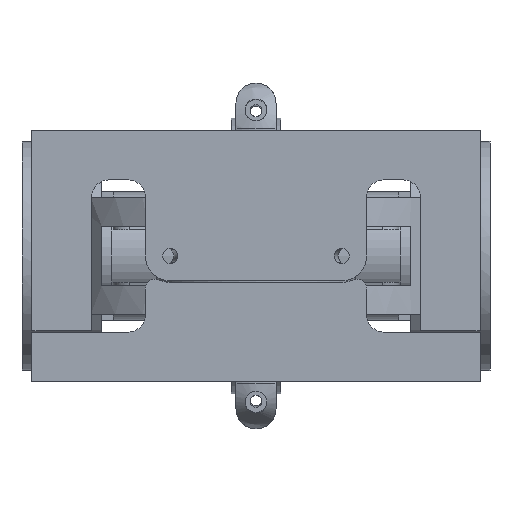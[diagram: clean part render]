
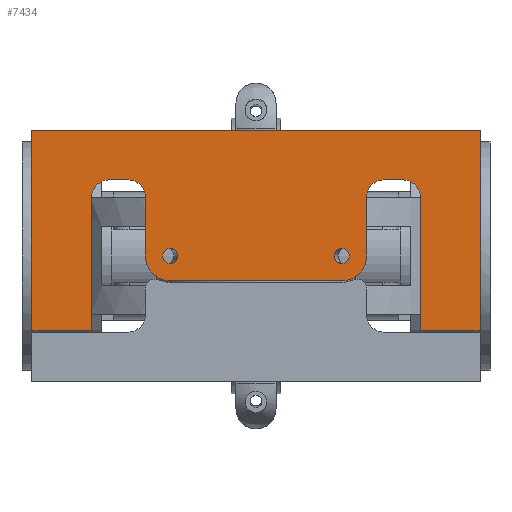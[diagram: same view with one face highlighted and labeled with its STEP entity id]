
A CAD part, front view. The second image highlights one B-rep face of the part: STEP entity #7434.
In plain terms, the highlighted planar face has unit normal (0, -1, 0).
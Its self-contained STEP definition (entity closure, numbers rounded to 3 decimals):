
#192=LINE('',#11092,#843);
#198=LINE('',#11112,#849);
#202=LINE('',#11120,#853);
#210=LINE('',#11155,#861);
#217=LINE('',#11185,#868);
#224=LINE('',#11205,#875);
#229=LINE('',#11224,#880);
#233=LINE('',#11235,#884);
#235=LINE('',#11239,#886);
#238=LINE('',#11255,#889);
#243=LINE('',#11268,#894);
#247=LINE('',#11283,#898);
#843=VECTOR('',#8762,10.);
#849=VECTOR('',#8780,10.);
#853=VECTOR('',#8784,10.);
#861=VECTOR('',#8806,10.);
#868=VECTOR('',#8841,10.);
#875=VECTOR('',#8862,10.);
#880=VECTOR('',#8885,10.);
#884=VECTOR('',#8899,10.);
#886=VECTOR('',#8903,10.);
#889=VECTOR('',#8920,10.);
#894=VECTOR('',#8933,10.);
#898=VECTOR('',#8955,10.);
#1653=FACE_BOUND('',#2186,.T.);
#1654=FACE_BOUND('',#2187,.T.);
#1756=FACE_OUTER_BOUND('',#2185,.T.);
#2185=EDGE_LOOP('',(#5110,#5111,#5112,#5113,#5114,#5115,#5116,#5117,#5118,
#5119,#5120,#5121,#5122,#5123,#5124,#5125,#5126,#5127));
#2186=EDGE_LOOP('',(#5128));
#2187=EDGE_LOOP('',(#5129));
#2642=CIRCLE('',#7906,1.75);
#2647=CIRCLE('',#7914,1.75);
#2650=CIRCLE('',#7921,1.75);
#2652=CIRCLE('',#7925,1.75);
#2658=CIRCLE('',#7940,0.75);
#2660=CIRCLE('',#7943,0.75);
#2661=CIRCLE('',#7946,2.5);
#2663=CIRCLE('',#7950,2.5);
#3042=VERTEX_POINT('',#11089);
#3043=VERTEX_POINT('',#11091);
#3050=VERTEX_POINT('',#11109);
#3051=VERTEX_POINT('',#11111);
#3054=VERTEX_POINT('',#11117);
#3055=VERTEX_POINT('',#11119);
#3065=VERTEX_POINT('',#11153);
#3068=VERTEX_POINT('',#11163);
#3072=VERTEX_POINT('',#11177);
#3074=VERTEX_POINT('',#11183);
#3078=VERTEX_POINT('',#11197);
#3080=VERTEX_POINT('',#11203);
#3082=VERTEX_POINT('',#11209);
#3085=VERTEX_POINT('',#11223);
#3088=VERTEX_POINT('',#11237);
#3090=VERTEX_POINT('',#11243);
#3092=VERTEX_POINT('',#11249);
#3093=VERTEX_POINT('',#11253);
#3094=VERTEX_POINT('',#11254);
#3097=VERTEX_POINT('',#11262);
#3795=EDGE_CURVE('',#3042,#3043,#192,.F.);
#3805=EDGE_CURVE('',#3050,#3051,#198,.F.);
#3809=EDGE_CURVE('',#3054,#3055,#202,.F.);
#3823=EDGE_CURVE('',#3065,#3042,#210,.F.);
#3827=EDGE_CURVE('',#3051,#3068,#2642,.T.);
#3834=EDGE_CURVE('',#3072,#3050,#2647,.T.);
#3838=EDGE_CURVE('',#3072,#3074,#217,.T.);
#3845=EDGE_CURVE('',#3078,#3054,#2650,.T.);
#3848=EDGE_CURVE('',#3080,#3078,#224,.T.);
#3850=EDGE_CURVE('',#3055,#3082,#2652,.T.);
#3857=EDGE_CURVE('',#3082,#3085,#229,.T.);
#3863=EDGE_CURVE('',#3085,#3065,#233,.F.);
#3865=EDGE_CURVE('',#3088,#3074,#235,.F.);
#3868=EDGE_CURVE('',#3090,#3090,#2658,.T.);
#3871=EDGE_CURVE('',#3092,#3092,#2660,.T.);
#3872=EDGE_CURVE('',#3093,#3094,#238,.T.);
#3876=EDGE_CURVE('',#3094,#3097,#2661,.T.);
#3879=EDGE_CURVE('',#3097,#3068,#243,.T.);
#3881=EDGE_CURVE('',#3080,#3093,#2663,.T.);
#3887=EDGE_CURVE('',#3088,#3043,#247,.T.);
#5110=ORIENTED_EDGE('',*,*,#3887,.T.);
#5111=ORIENTED_EDGE('',*,*,#3795,.F.);
#5112=ORIENTED_EDGE('',*,*,#3823,.F.);
#5113=ORIENTED_EDGE('',*,*,#3863,.F.);
#5114=ORIENTED_EDGE('',*,*,#3857,.F.);
#5115=ORIENTED_EDGE('',*,*,#3850,.F.);
#5116=ORIENTED_EDGE('',*,*,#3809,.F.);
#5117=ORIENTED_EDGE('',*,*,#3845,.F.);
#5118=ORIENTED_EDGE('',*,*,#3848,.F.);
#5119=ORIENTED_EDGE('',*,*,#3881,.T.);
#5120=ORIENTED_EDGE('',*,*,#3872,.T.);
#5121=ORIENTED_EDGE('',*,*,#3876,.T.);
#5122=ORIENTED_EDGE('',*,*,#3879,.T.);
#5123=ORIENTED_EDGE('',*,*,#3827,.F.);
#5124=ORIENTED_EDGE('',*,*,#3805,.F.);
#5125=ORIENTED_EDGE('',*,*,#3834,.F.);
#5126=ORIENTED_EDGE('',*,*,#3838,.T.);
#5127=ORIENTED_EDGE('',*,*,#3865,.F.);
#5128=ORIENTED_EDGE('',*,*,#3868,.T.);
#5129=ORIENTED_EDGE('',*,*,#3871,.T.);
#7197=PLANE('',#7958);
#7434=ADVANCED_FACE('',(#1756,#1653,#1654),#7197,.T.);
#7906=AXIS2_PLACEMENT_3D('',#11164,#8816,#8817);
#7914=AXIS2_PLACEMENT_3D('',#11178,#8834,#8835);
#7921=AXIS2_PLACEMENT_3D('',#11199,#8856,#8857);
#7925=AXIS2_PLACEMENT_3D('',#11210,#8867,#8868);
#7940=AXIS2_PLACEMENT_3D('',#11245,#8909,#8910);
#7943=AXIS2_PLACEMENT_3D('',#11251,#8916,#8917);
#7946=AXIS2_PLACEMENT_3D('',#11263,#8926,#8927);
#7950=AXIS2_PLACEMENT_3D('',#11271,#8937,#8938);
#7958=AXIS2_PLACEMENT_3D('',#11284,#8956,#8957);
#8762=DIRECTION('',(-1.,0.,0.));
#8780=DIRECTION('',(1.,0.,0.));
#8784=DIRECTION('',(1.,0.,0.));
#8806=DIRECTION('',(0.,0.,-1.));
#8816=DIRECTION('center_axis',(0.,-1.,0.));
#8817=DIRECTION('ref_axis',(-0.707,0.,0.707));
#8834=DIRECTION('center_axis',(0.,-1.,0.));
#8835=DIRECTION('ref_axis',(0.707,0.,0.707));
#8841=DIRECTION('',(0.,0.,-1.));
#8856=DIRECTION('center_axis',(0.,-1.,0.));
#8857=DIRECTION('ref_axis',(0.707,0.,0.707));
#8862=DIRECTION('',(0.,0.,1.));
#8867=DIRECTION('center_axis',(0.,-1.,0.));
#8868=DIRECTION('ref_axis',(-0.707,0.,0.707));
#8885=DIRECTION('',(0.,0.,-1.));
#8899=DIRECTION('',(1.,0.,0.));
#8903=DIRECTION('',(1.,0.,0.));
#8909=DIRECTION('center_axis',(0.,1.,0.));
#8910=DIRECTION('ref_axis',(1.,0.,0.));
#8916=DIRECTION('center_axis',(0.,1.,0.));
#8917=DIRECTION('ref_axis',(1.,0.,0.));
#8920=DIRECTION('',(1.,0.,0.));
#8926=DIRECTION('center_axis',(0.,-1.,0.));
#8927=DIRECTION('ref_axis',(1.,0.,0.));
#8933=DIRECTION('',(0.,0.,1.));
#8937=DIRECTION('center_axis',(0.,-1.,0.));
#8938=DIRECTION('ref_axis',(1.,0.,0.));
#8955=DIRECTION('',(0.,0.,1.));
#8956=DIRECTION('center_axis',(0.,-1.,0.));
#8957=DIRECTION('ref_axis',(1.,0.,0.));
#11089=CARTESIAN_POINT('',(-22.5,-20.,12.65));
#11091=CARTESIAN_POINT('',(22.5,-20.,12.65));
#11092=CARTESIAN_POINT('',(-11.25,-20.,12.65));
#11109=CARTESIAN_POINT('',(14.75,-20.,7.65));
#11111=CARTESIAN_POINT('',(12.856,-20.,7.65));
#11112=CARTESIAN_POINT('',(-11.25,-20.,7.65));
#11117=CARTESIAN_POINT('',(-12.856,-20.,7.65));
#11119=CARTESIAN_POINT('',(-14.75,-20.,7.65));
#11120=CARTESIAN_POINT('',(-11.25,-20.,7.65));
#11153=CARTESIAN_POINT('',(-22.5,-20.,-7.5));
#11155=CARTESIAN_POINT('',(-22.5,-20.,11.65));
#11163=CARTESIAN_POINT('',(11.106,-20.,5.9));
#11164=CARTESIAN_POINT('Origin',(12.856,-20.,5.9));
#11177=CARTESIAN_POINT('',(16.5,-20.,5.9));
#11178=CARTESIAN_POINT('Origin',(14.75,-20.,5.9));
#11183=CARTESIAN_POINT('',(16.5,-20.,-7.5));
#11185=CARTESIAN_POINT('',(16.5,-20.,7.65));
#11197=CARTESIAN_POINT('',(-11.106,-20.,5.9));
#11199=CARTESIAN_POINT('Origin',(-12.856,-20.,5.9));
#11203=CARTESIAN_POINT('',(-11.106,-20.,0.));
#11205=CARTESIAN_POINT('',(-11.106,-20.,0.));
#11209=CARTESIAN_POINT('',(-16.5,-20.,5.9));
#11210=CARTESIAN_POINT('Origin',(-14.75,-20.,5.9));
#11223=CARTESIAN_POINT('',(-16.5,-20.,-7.5));
#11224=CARTESIAN_POINT('',(-16.5,-20.,7.65));
#11235=CARTESIAN_POINT('',(-8.25,-20.,-7.5));
#11237=CARTESIAN_POINT('',(22.5,-20.,-7.5));
#11239=CARTESIAN_POINT('',(11.25,-20.,-7.5));
#11243=CARTESIAN_POINT('',(7.856,-20.,0.));
#11245=CARTESIAN_POINT('Origin',(8.606,-20.,0.));
#11249=CARTESIAN_POINT('',(-9.356,-20.,0.));
#11251=CARTESIAN_POINT('Origin',(-8.606,-20.,0.));
#11253=CARTESIAN_POINT('',(-8.606,-20.,-2.5));
#11254=CARTESIAN_POINT('',(8.606,-20.,-2.5));
#11255=CARTESIAN_POINT('',(-8.606,-20.,-2.5));
#11262=CARTESIAN_POINT('',(11.106,-20.,0.));
#11263=CARTESIAN_POINT('Origin',(8.606,-20.,0.));
#11268=CARTESIAN_POINT('',(11.106,-20.,0.));
#11271=CARTESIAN_POINT('Origin',(-8.606,-20.,0.));
#11283=CARTESIAN_POINT('',(22.5,-20.,11.65));
#11284=CARTESIAN_POINT('Origin',(-22.5,-20.,11.65));
